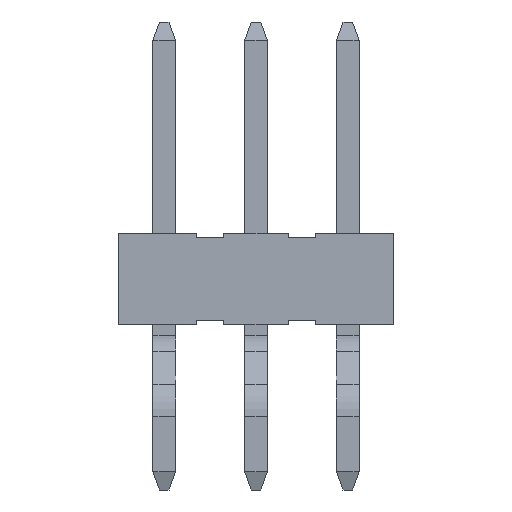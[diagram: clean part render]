
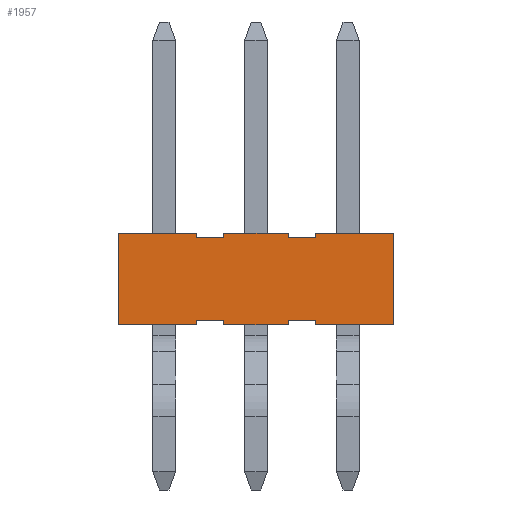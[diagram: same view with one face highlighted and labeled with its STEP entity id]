
A CAD part, front view. The second image highlights one B-rep face of the part: STEP entity #1957.
In plain terms, the highlighted planar face has unit normal (0, -1, 0).
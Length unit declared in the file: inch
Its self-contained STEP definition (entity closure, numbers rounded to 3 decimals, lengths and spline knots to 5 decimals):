
#427=ORIENTED_EDGE('',*,*,#799,.F.);
#428=ORIENTED_EDGE('',*,*,#800,.F.);
#429=ORIENTED_EDGE('',*,*,#801,.F.);
#430=ORIENTED_EDGE('',*,*,#802,.F.);
#431=ORIENTED_EDGE('',*,*,#803,.F.);
#432=ORIENTED_EDGE('',*,*,#804,.F.);
#433=ORIENTED_EDGE('',*,*,#805,.F.);
#434=ORIENTED_EDGE('',*,*,#806,.F.);
#435=ORIENTED_EDGE('',*,*,#807,.T.);
#436=ORIENTED_EDGE('',*,*,#808,.T.);
#437=ORIENTED_EDGE('',*,*,#809,.F.);
#438=ORIENTED_EDGE('',*,*,#810,.F.);
#439=ORIENTED_EDGE('',*,*,#811,.F.);
#440=ORIENTED_EDGE('',*,*,#812,.T.);
#441=ORIENTED_EDGE('',*,*,#813,.F.);
#442=ORIENTED_EDGE('',*,*,#814,.F.);
#443=ORIENTED_EDGE('',*,*,#815,.F.);
#444=ORIENTED_EDGE('',*,*,#816,.T.);
#445=ORIENTED_EDGE('',*,*,#817,.F.);
#446=ORIENTED_EDGE('',*,*,#818,.F.);
#799=EDGE_CURVE('',#1007,#1008,#1227,.T.);
#800=EDGE_CURVE('',#1009,#1007,#1228,.T.);
#801=EDGE_CURVE('',#1010,#1009,#1229,.T.);
#802=EDGE_CURVE('',#1011,#1010,#1230,.T.);
#803=EDGE_CURVE('',#1012,#1011,#1231,.T.);
#804=EDGE_CURVE('',#1013,#1012,#1232,.T.);
#805=EDGE_CURVE('',#1014,#1013,#1233,.T.);
#806=EDGE_CURVE('',#1015,#1014,#1234,.T.);
#807=EDGE_CURVE('',#1015,#1016,#1235,.T.);
#808=EDGE_CURVE('',#1016,#1017,#1236,.T.);
#809=EDGE_CURVE('',#1018,#1017,#1237,.T.);
#810=EDGE_CURVE('',#1019,#1018,#1238,.T.);
#811=EDGE_CURVE('',#1020,#1019,#1239,.T.);
#812=EDGE_CURVE('',#1020,#1021,#1240,.T.);
#813=EDGE_CURVE('',#1022,#1021,#1241,.T.);
#814=EDGE_CURVE('',#1023,#1022,#1242,.T.);
#815=EDGE_CURVE('',#1024,#1023,#1243,.T.);
#816=EDGE_CURVE('',#1024,#1025,#1244,.T.);
#817=EDGE_CURVE('',#1026,#1025,#1245,.T.);
#818=EDGE_CURVE('',#1008,#1026,#1246,.T.);
#1007=VERTEX_POINT('',#3027);
#1008=VERTEX_POINT('',#3028);
#1009=VERTEX_POINT('',#3030);
#1010=VERTEX_POINT('',#3032);
#1011=VERTEX_POINT('',#3034);
#1012=VERTEX_POINT('',#3036);
#1013=VERTEX_POINT('',#3038);
#1014=VERTEX_POINT('',#3040);
#1015=VERTEX_POINT('',#3042);
#1016=VERTEX_POINT('',#3044);
#1017=VERTEX_POINT('',#3046);
#1018=VERTEX_POINT('',#3048);
#1019=VERTEX_POINT('',#3050);
#1020=VERTEX_POINT('',#3052);
#1021=VERTEX_POINT('',#3054);
#1022=VERTEX_POINT('',#3056);
#1023=VERTEX_POINT('',#3058);
#1024=VERTEX_POINT('',#3060);
#1025=VERTEX_POINT('',#3062);
#1026=VERTEX_POINT('',#3064);
#1227=LINE('',#3026,#1479);
#1228=LINE('',#3029,#1480);
#1229=LINE('',#3031,#1481);
#1230=LINE('',#3033,#1482);
#1231=LINE('',#3035,#1483);
#1232=LINE('',#3037,#1484);
#1233=LINE('',#3039,#1485);
#1234=LINE('',#3041,#1486);
#1235=LINE('',#3043,#1487);
#1236=LINE('',#3045,#1488);
#1237=LINE('',#3047,#1489);
#1238=LINE('',#3049,#1490);
#1239=LINE('',#3051,#1491);
#1240=LINE('',#3053,#1492);
#1241=LINE('',#3055,#1493);
#1242=LINE('',#3057,#1494);
#1243=LINE('',#3059,#1495);
#1244=LINE('',#3061,#1496);
#1245=LINE('',#3063,#1497);
#1246=LINE('',#3065,#1498);
#1479=VECTOR('',#2497,39.37008);
#1480=VECTOR('',#2498,39.37008);
#1481=VECTOR('',#2499,39.37008);
#1482=VECTOR('',#2500,39.37008);
#1483=VECTOR('',#2501,39.37008);
#1484=VECTOR('',#2502,39.37008);
#1485=VECTOR('',#2503,39.37008);
#1486=VECTOR('',#2504,39.37008);
#1487=VECTOR('',#2505,39.37008);
#1488=VECTOR('',#2506,39.37008);
#1489=VECTOR('',#2507,39.37008);
#1490=VECTOR('',#2508,39.37008);
#1491=VECTOR('',#2509,39.37008);
#1492=VECTOR('',#2510,39.37008);
#1493=VECTOR('',#2511,39.37008);
#1494=VECTOR('',#2512,39.37008);
#1495=VECTOR('',#2513,39.37008);
#1496=VECTOR('',#2514,39.37008);
#1497=VECTOR('',#2515,39.37008);
#1498=VECTOR('',#2516,39.37008);
#1645=EDGE_LOOP('',(#427,#428,#429,#430,#431,#432,#433,#434,#435,#436,#437,
#438,#439,#440,#441,#442,#443,#444,#445,#446));
#1755=FACE_BOUND('',#1645,.T.);
#1853=PLANE('',#2112);
#1957=ADVANCED_FACE('',(#1755),#1853,.F.);
#2112=AXIS2_PLACEMENT_3D('',#3025,#2495,#2496);
#2495=DIRECTION('',(0.,1.,0.));
#2496=DIRECTION('',(0.,0.,1.));
#2497=DIRECTION('',(0.,0.,1.));
#2498=DIRECTION('',(1.,0.,0.));
#2499=DIRECTION('',(0.,0.,-1.));
#2500=DIRECTION('',(1.,0.,0.));
#2501=DIRECTION('',(0.,0.,1.));
#2502=DIRECTION('',(1.,0.,0.));
#2503=DIRECTION('',(0.,0.,-1.));
#2504=DIRECTION('',(1.,0.,0.));
#2505=DIRECTION('',(0.,0.,-1.));
#2506=DIRECTION('',(1.,0.,0.));
#2507=DIRECTION('',(0.,0.,-1.));
#2508=DIRECTION('',(-1.,0.,0.));
#2509=DIRECTION('',(0.,0.,1.));
#2510=DIRECTION('',(1.,0.,0.));
#2511=DIRECTION('',(0.,0.,-1.));
#2512=DIRECTION('',(-1.,0.,0.));
#2513=DIRECTION('',(0.,0.,1.));
#2514=DIRECTION('',(1.,0.,0.));
#2515=DIRECTION('',(0.,0.,-1.));
#2516=DIRECTION('',(1.,0.,0.));
#3025=CARTESIAN_POINT('',(-0.15,-0.06,0.05));
#3026=CARTESIAN_POINT('',(0.065,-0.06,0.05));
#3027=CARTESIAN_POINT('',(0.065,-0.06,0.045));
#3028=CARTESIAN_POINT('',(0.065,-0.06,0.05));
#3029=CARTESIAN_POINT('',(-0.15,-0.06,0.045));
#3030=CARTESIAN_POINT('',(0.035,-0.06,0.045));
#3031=CARTESIAN_POINT('',(0.035,-0.06,0.05));
#3032=CARTESIAN_POINT('',(0.035,-0.06,0.05));
#3033=CARTESIAN_POINT('',(-0.15,-0.06,0.05));
#3034=CARTESIAN_POINT('',(-0.035,-0.06,0.05));
#3035=CARTESIAN_POINT('',(-0.035,-0.06,0.05));
#3036=CARTESIAN_POINT('',(-0.035,-0.06,0.045));
#3037=CARTESIAN_POINT('',(-0.15,-0.06,0.045));
#3038=CARTESIAN_POINT('',(-0.065,-0.06,0.045));
#3039=CARTESIAN_POINT('',(-0.065,-0.06,0.05));
#3040=CARTESIAN_POINT('',(-0.065,-0.06,0.05));
#3041=CARTESIAN_POINT('',(-0.15,-0.06,0.05));
#3042=CARTESIAN_POINT('',(-0.15,-0.06,0.05));
#3043=CARTESIAN_POINT('',(-0.15,-0.06,0.05));
#3044=CARTESIAN_POINT('',(-0.15,-0.06,-0.05));
#3045=CARTESIAN_POINT('',(-0.15,-0.06,-0.05));
#3046=CARTESIAN_POINT('',(-0.065,-0.06,-0.05));
#3047=CARTESIAN_POINT('',(-0.065,-0.06,0.05));
#3048=CARTESIAN_POINT('',(-0.065,-0.06,-0.045));
#3049=CARTESIAN_POINT('',(-0.15,-0.06,-0.045));
#3050=CARTESIAN_POINT('',(-0.035,-0.06,-0.045));
#3051=CARTESIAN_POINT('',(-0.035,-0.06,0.05));
#3052=CARTESIAN_POINT('',(-0.035,-0.06,-0.05));
#3053=CARTESIAN_POINT('',(-0.15,-0.06,-0.05));
#3054=CARTESIAN_POINT('',(0.035,-0.06,-0.05));
#3055=CARTESIAN_POINT('',(0.035,-0.06,0.05));
#3056=CARTESIAN_POINT('',(0.035,-0.06,-0.045));
#3057=CARTESIAN_POINT('',(-0.15,-0.06,-0.045));
#3058=CARTESIAN_POINT('',(0.065,-0.06,-0.045));
#3059=CARTESIAN_POINT('',(0.065,-0.06,0.05));
#3060=CARTESIAN_POINT('',(0.065,-0.06,-0.05));
#3061=CARTESIAN_POINT('',(-0.15,-0.06,-0.05));
#3062=CARTESIAN_POINT('',(0.15,-0.06,-0.05));
#3063=CARTESIAN_POINT('',(0.15,-0.06,0.05));
#3064=CARTESIAN_POINT('',(0.15,-0.06,0.05));
#3065=CARTESIAN_POINT('',(-0.15,-0.06,0.05));
